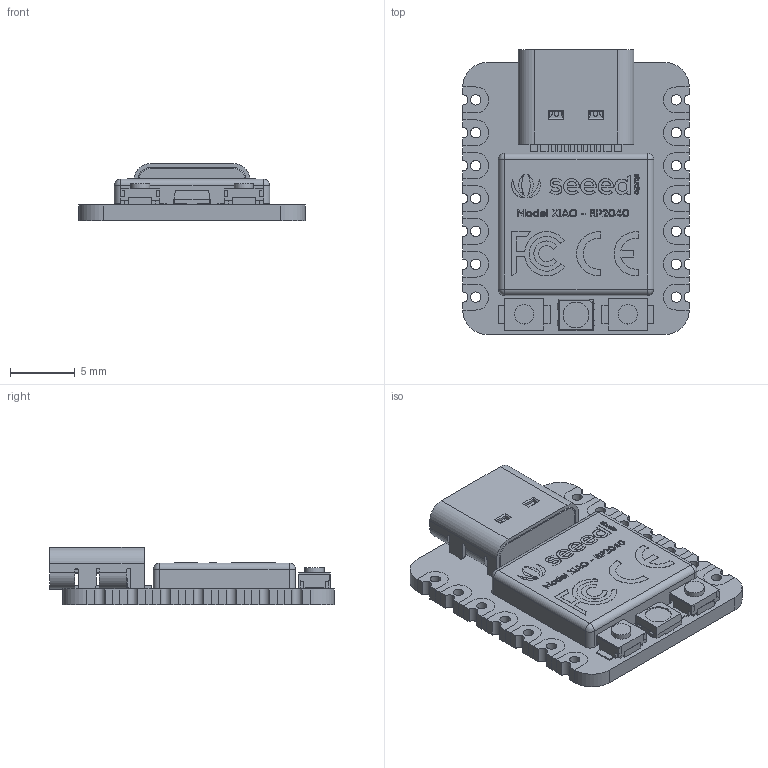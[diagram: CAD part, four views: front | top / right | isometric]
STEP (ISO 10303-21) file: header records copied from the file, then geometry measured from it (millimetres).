
FILE_DESCRIPTION(/* description */ ('STEP AP242','CAx-IF Rec.Pracs.---Representation and Presentation of Product Manufacturing Information (PMI)---4.0---2014-10-13','CAx-IF Rec.Pracs.---3D Tessellated Geometry---0.4---2014-09-14','2;1'),/* implementation_level */ '2;1');
FILE_NAME(/* name */ '6849c3905ddf874d8985a97a',/* time_stamp */ '2025-06-11T17:57:37Z',/* author */ (''),/* organization */ (''),/* preprocessor_version */ 'ST-DEVELOPER v20',/* originating_system */ 'ONSHAPE BY PTC INC, 1.199',/* authorisation */ ' ');
FILE_SCHEMA (('AP242_MANAGED_MODEL_BASED_3D_ENGINEERING_MIM_LF { 1 0 10303 442 1 1 4 }'));
Length unit declared in the file: metre
Products named in the file (83): Seeed Studio XIAO RP2040 v26; smd_button v3; type-c v2; main; DOUT; Shell; DIN; smd_button v3(Mirror); VDD; VSS
Bounding box: 17.5 x 22 x 4.41 mm (x, y, z)
Volume: 826.4 mm3; surface area: 2064.3 mm2
Topology: 83 solids, 83 shells, 1237 faces, 3126 edges, 2046 vertices
Faces by surface type: plane 842, cylinder 249, bspline 117, torus 12, sphere 11, cone 6
Full cylindrical faces by diameter (mm): 0.4 x1, 0.5 x2, 0.8 x14, 1.5 x2, 2 x1
Entity records: 39798 total; most frequent: CARTESIAN_POINT 8237, ORIENTED_EDGE 6184, DIRECTION 5708, EDGE_CURVE 3092, LINE 2268, VECTOR 2268, VERTEX_POINT 2042, AXIS2_PLACEMENT_3D 1720
